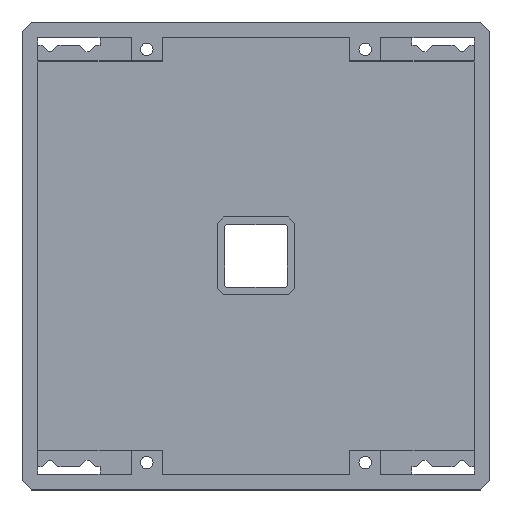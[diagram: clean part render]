
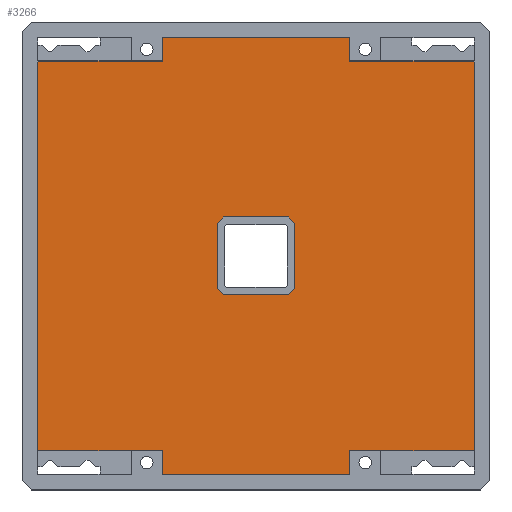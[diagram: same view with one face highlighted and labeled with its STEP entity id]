
A CAD part, top view. The second image highlights one B-rep face of the part: STEP entity #3266.
In plain terms, the highlighted planar face has unit normal (0, 0, 1).
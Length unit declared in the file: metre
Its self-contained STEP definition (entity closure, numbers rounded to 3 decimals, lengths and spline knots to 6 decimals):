
#56=ORIENTED_EDGE('',*,*,#992,.F.);
#57=ORIENTED_EDGE('',*,*,#993,.T.);
#58=ORIENTED_EDGE('',*,*,#994,.T.);
#59=ORIENTED_EDGE('',*,*,#995,.T.);
#60=ORIENTED_EDGE('',*,*,#996,.T.);
#61=ORIENTED_EDGE('',*,*,#997,.T.);
#62=ORIENTED_EDGE('',*,*,#998,.F.);
#63=ORIENTED_EDGE('',*,*,#999,.T.);
#64=ORIENTED_EDGE('',*,*,#1000,.T.);
#65=ORIENTED_EDGE('',*,*,#1001,.T.);
#66=ORIENTED_EDGE('',*,*,#987,.T.);
#67=ORIENTED_EDGE('',*,*,#1002,.T.);
#68=ORIENTED_EDGE('',*,*,#1003,.T.);
#69=ORIENTED_EDGE('',*,*,#1004,.F.);
#70=ORIENTED_EDGE('',*,*,#1005,.F.);
#71=ORIENTED_EDGE('',*,*,#1006,.T.);
#72=ORIENTED_EDGE('',*,*,#991,.F.);
#73=ORIENTED_EDGE('',*,*,#1007,.F.);
#74=ORIENTED_EDGE('',*,*,#1008,.T.);
#75=ORIENTED_EDGE('',*,*,#1009,.T.);
#987=EDGE_CURVE('',#1453,#1455,#1771,.T.);
#991=EDGE_CURVE('',#1459,#1457,#1775,.T.);
#992=EDGE_CURVE('',#1460,#1461,#1776,.T.);
#993=EDGE_CURVE('',#1460,#1462,#1777,.T.);
#994=EDGE_CURVE('',#1462,#1463,#1778,.T.);
#995=EDGE_CURVE('',#1463,#1464,#1779,.F.);
#996=EDGE_CURVE('',#1464,#1465,#1780,.T.);
#997=EDGE_CURVE('',#1465,#1466,#1781,.T.);
#998=EDGE_CURVE('',#1467,#1466,#1782,.T.);
#999=EDGE_CURVE('',#1467,#1461,#1783,.F.);
#1000=EDGE_CURVE('',#1468,#1469,#1784,.T.);
#1001=EDGE_CURVE('',#1469,#1453,#1785,.T.);
#1002=EDGE_CURVE('',#1455,#1470,#1786,.T.);
#1003=EDGE_CURVE('',#1470,#1471,#1787,.T.);
#1004=EDGE_CURVE('',#1472,#1471,#1788,.T.);
#1005=EDGE_CURVE('',#1473,#1472,#1789,.T.);
#1006=EDGE_CURVE('',#1473,#1457,#1790,.T.);
#1007=EDGE_CURVE('',#1474,#1459,#1791,.T.);
#1008=EDGE_CURVE('',#1474,#1475,#1792,.T.);
#1009=EDGE_CURVE('',#1475,#1468,#1793,.T.);
#1453=VERTEX_POINT('',#4487);
#1455=VERTEX_POINT('',#4491);
#1457=VERTEX_POINT('',#4496);
#1459=VERTEX_POINT('',#4500);
#1460=VERTEX_POINT('',#4504);
#1461=VERTEX_POINT('',#4505);
#1462=VERTEX_POINT('',#4507);
#1463=VERTEX_POINT('',#4509);
#1464=VERTEX_POINT('',#4511);
#1465=VERTEX_POINT('',#4513);
#1466=VERTEX_POINT('',#4515);
#1467=VERTEX_POINT('',#4517);
#1468=VERTEX_POINT('',#4520);
#1469=VERTEX_POINT('',#4521);
#1470=VERTEX_POINT('',#4524);
#1471=VERTEX_POINT('',#4526);
#1472=VERTEX_POINT('',#4528);
#1473=VERTEX_POINT('',#4530);
#1474=VERTEX_POINT('',#4533);
#1475=VERTEX_POINT('',#4535);
#1771=LINE('',#4492,#2215);
#1775=LINE('',#4501,#2219);
#1776=LINE('',#4503,#2220);
#1777=LINE('',#4506,#2221);
#1778=LINE('',#4508,#2222);
#1779=LINE('',#4510,#2223);
#1780=LINE('',#4512,#2224);
#1781=LINE('',#4514,#2225);
#1782=LINE('',#4516,#2226);
#1783=LINE('',#4518,#2227);
#1784=LINE('',#4519,#2228);
#1785=LINE('',#4522,#2229);
#1786=LINE('',#4523,#2230);
#1787=LINE('',#4525,#2231);
#1788=LINE('',#4527,#2232);
#1789=LINE('',#4529,#2233);
#1790=LINE('',#4531,#2234);
#1791=LINE('',#4532,#2235);
#1792=LINE('',#4534,#2236);
#1793=LINE('',#4536,#2237);
#2215=VECTOR('',#3652,1.);
#2219=VECTOR('',#3658,1.);
#2220=VECTOR('',#3661,1.);
#2221=VECTOR('',#3662,1.);
#2222=VECTOR('',#3663,1.);
#2223=VECTOR('',#3664,1.);
#2224=VECTOR('',#3665,1.);
#2225=VECTOR('',#3666,1.);
#2226=VECTOR('',#3667,1.);
#2227=VECTOR('',#3668,1.);
#2228=VECTOR('',#3669,1.);
#2229=VECTOR('',#3670,1.);
#2230=VECTOR('',#3671,1.);
#2231=VECTOR('',#3672,1.);
#2232=VECTOR('',#3673,1.);
#2233=VECTOR('',#3674,1.);
#2234=VECTOR('',#3675,1.);
#2235=VECTOR('',#3676,1.);
#2236=VECTOR('',#3677,1.);
#2237=VECTOR('',#3678,1.);
#2658=EDGE_LOOP('',(#56,#57,#58,#59,#60,#61,#62,#63));
#2659=EDGE_LOOP('',(#64,#65,#66,#67,#68,#69,#70,#71,#72,#73,#74,#75));
#2882=FACE_BOUND('',#2658,.T.);
#2883=FACE_BOUND('',#2659,.T.);
#3106=PLANE('',#3451);
#3266=ADVANCED_FACE('',(#2882,#2883),#3106,.T.);
#3451=AXIS2_PLACEMENT_3D('',#4502,#3659,#3660);
#3652=DIRECTION('',(-1.,0.,0.));
#3658=DIRECTION('',(-1.,0.,0.));
#3659=DIRECTION('',(0.,0.,1.));
#3660=DIRECTION('',(1.,0.,0.));
#3661=DIRECTION('',(0.,1.,0.));
#3662=DIRECTION('',(-0.707,-0.707,0.));
#3663=DIRECTION('',(-1.,0.,0.));
#3664=DIRECTION('',(0.707,-0.707,0.));
#3665=DIRECTION('',(0.,1.,0.));
#3666=DIRECTION('',(0.707,0.707,0.));
#3667=DIRECTION('',(-1.,0.,0.));
#3668=DIRECTION('',(-0.707,0.707,0.));
#3669=DIRECTION('',(-1.,0.,0.));
#3670=DIRECTION('',(0.,1.,0.));
#3671=DIRECTION('',(0.,-1.,0.));
#3672=DIRECTION('',(-1.,0.,0.));
#3673=DIRECTION('',(0.,1.,0.));
#3674=DIRECTION('',(-1.,0.,0.));
#3675=DIRECTION('',(0.,-1.,0.));
#3676=DIRECTION('',(0.,-1.,0.));
#3677=DIRECTION('',(1.,0.,0.));
#3678=DIRECTION('',(0.,1.,0.));
#4487=CARTESIAN_POINT('',(0.03,0.07,0.));
#4491=CARTESIAN_POINT('',(-0.03,0.07,0.));
#4492=CARTESIAN_POINT('',(-0.06,0.07,0.));
#4496=CARTESIAN_POINT('',(-0.03,-0.07,0.));
#4500=CARTESIAN_POINT('',(0.03,-0.07,0.));
#4501=CARTESIAN_POINT('',(0.06,-0.07,0.));
#4502=CARTESIAN_POINT('',(0.,0.,0.));
#4503=CARTESIAN_POINT('',(0.0125,0.,0.));
#4504=CARTESIAN_POINT('',(0.0125,-0.0105,0.));
#4505=CARTESIAN_POINT('',(0.0125,0.0105,0.));
#4506=CARTESIAN_POINT('',(0.0125,-0.0105,0.));
#4507=CARTESIAN_POINT('',(0.0105,-0.0125,0.));
#4508=CARTESIAN_POINT('',(0.,-0.0125,0.));
#4509=CARTESIAN_POINT('',(-0.0105,-0.0125,0.));
#4510=CARTESIAN_POINT('',(-0.0105,-0.0125,0.));
#4511=CARTESIAN_POINT('',(-0.0125,-0.0105,0.));
#4512=CARTESIAN_POINT('',(-0.0125,0.,0.));
#4513=CARTESIAN_POINT('',(-0.0125,0.0105,0.));
#4514=CARTESIAN_POINT('',(-0.0125,0.0105,0.));
#4515=CARTESIAN_POINT('',(-0.0105,0.0125,0.));
#4516=CARTESIAN_POINT('',(0.,0.0125,0.));
#4517=CARTESIAN_POINT('',(0.0105,0.0125,0.));
#4518=CARTESIAN_POINT('',(0.0105,0.0125,0.));
#4519=CARTESIAN_POINT('',(0.06,0.0625,0.));
#4520=CARTESIAN_POINT('',(0.07,0.0625,0.));
#4521=CARTESIAN_POINT('',(0.03,0.0625,0.));
#4522=CARTESIAN_POINT('',(0.03,0.06625,0.));
#4523=CARTESIAN_POINT('',(-0.03,0.06625,0.));
#4524=CARTESIAN_POINT('',(-0.03,0.0625,0.));
#4525=CARTESIAN_POINT('',(-0.06,0.0625,0.));
#4526=CARTESIAN_POINT('',(-0.07,0.0625,0.));
#4527=CARTESIAN_POINT('',(-0.07,0.0075,0.));
#4528=CARTESIAN_POINT('',(-0.07,-0.0625,0.));
#4529=CARTESIAN_POINT('',(-0.06,-0.0625,0.));
#4530=CARTESIAN_POINT('',(-0.03,-0.0625,0.));
#4531=CARTESIAN_POINT('',(-0.03,-0.06625,0.));
#4532=CARTESIAN_POINT('',(0.03,-0.06625,0.));
#4533=CARTESIAN_POINT('',(0.03,-0.0625,0.));
#4534=CARTESIAN_POINT('',(0.06,-0.0625,0.));
#4535=CARTESIAN_POINT('',(0.07,-0.0625,0.));
#4536=CARTESIAN_POINT('',(0.07,0.0075,0.));
